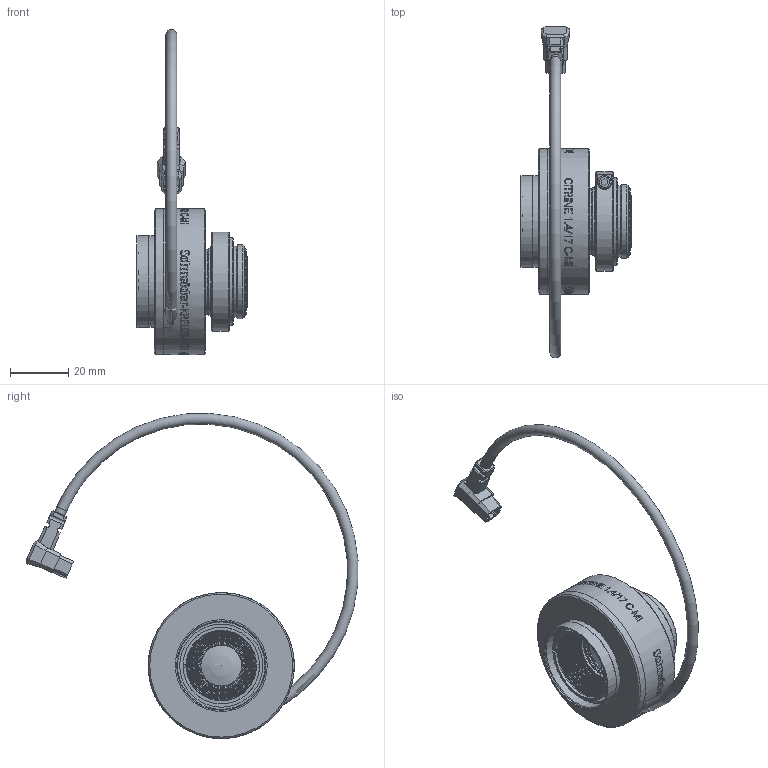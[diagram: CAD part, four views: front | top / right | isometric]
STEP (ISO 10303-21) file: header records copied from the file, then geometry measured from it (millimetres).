
FILE_DESCRIPTION(/* description */ (''),/* implementation_level */ '2;1');
FILE_NAME(/* name */ '1061451_00165462_001.stp',/* time_stamp */ '2021-10-18T09:26:03+02:00',/* author */ (''),/* organization */ (''),/* preprocessor_version */ 'ST-DEVELOPER v16',/* originating_system */ 'SIEMENS PLM Software NX 10.0',/* authorisation */ '');
FILE_SCHEMA (('AP203_CONFIGURATION_CONTROLLED_3D_DESIGN_OF_MECHANICAL_PARTS_AND_ASSEMBLIES_MIM_LF { 1 0 10303 403 2 1 2}'));
Length unit declared in the file: millimetre
Products named in the file (1): Froe698CECE15to7
Bounding box: 37.75 x 113.75 x 111.41 mm (x, y, z)
Volume: 42780.9 mm3; surface area: 21484.2 mm2
Topology: 1 solids, 13 shells, 741 faces, 2261 edges, 1682 vertices
Faces by surface type: plane 325, cylinder 244, cone 129, bspline 25, torus 12, sphere 6
Full cylindrical faces by diameter (mm): 0.5 x4, 1 x2, 1.1 x1, 1.7 x6, 1.8 x3, 1.9 x3, 2.5 x1, 2.7 x6, 3.7 x1, 4 x2, 13.6 x1, 14 x1, 15.5 x1, 16.6 x1, 17.36 x1, 17.415 x1, 18.1 x1, 18.3 x2, 19.5 x1, 20 x2, 22.3 x1, 22.5 x1, 23 x3, 24.2 x1, 24.4 x1, 25.036 x1, 25.4 x1, 26.2 x1, 28.5 x1, 30 x2
Entity records: 27115 total; most frequent: CARTESIAN_POINT 8430, ORIENTED_EDGE 4021, DIRECTION 3203, EDGE_CURVE 2013, VERTEX_POINT 1638, AXIS2_PLACEMENT_3D 1235, EDGE_LOOP 1123, B_SPLINE_CURVE_WITH_KNOTS 762
